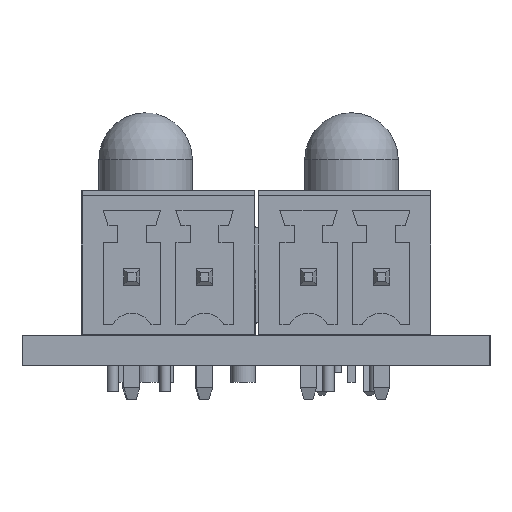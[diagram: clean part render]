
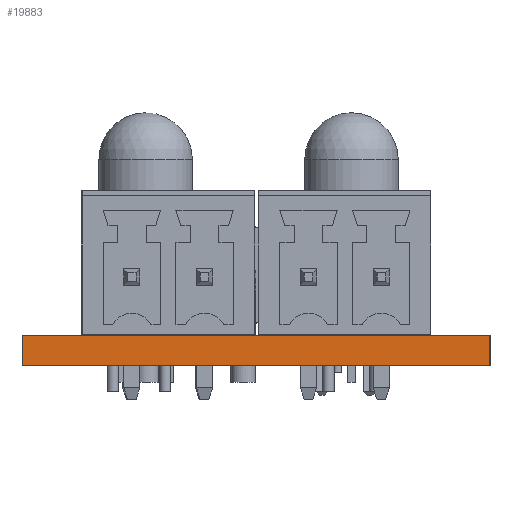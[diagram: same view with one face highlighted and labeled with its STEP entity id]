
A CAD part, left-side view. The second image highlights one B-rep face of the part: STEP entity #19883.
In plain terms, the highlighted planar face has unit normal (-1, 0, 0).
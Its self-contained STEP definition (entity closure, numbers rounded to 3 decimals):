
#19702 = PLANE('',#19703);
#19703 = AXIS2_PLACEMENT_3D('',#19704,#19705,#19706);
#19704 = CARTESIAN_POINT('',(65.5,-24.5,0.));
#19705 = DIRECTION('',(0.,-1.,0.));
#19706 = DIRECTION('',(-1.,0.,0.));
#19727 = VERTEX_POINT('',#19728);
#19728 = CARTESIAN_POINT('',(0.,-24.5,1.6));
#19742 = PLANE('',#19743);
#19743 = AXIS2_PLACEMENT_3D('',#19744,#19745,#19746);
#19744 = CARTESIAN_POINT('',(32.75,-12.25,1.6));
#19745 = DIRECTION('',(-0.,-0.,-1.));
#19746 = DIRECTION('',(-1.,0.,0.));
#19754 = EDGE_CURVE('',#19755,#19727,#19757,.T.);
#19755 = VERTEX_POINT('',#19756);
#19756 = CARTESIAN_POINT('',(0.,-24.5,0.));
#19757 = SURFACE_CURVE('',#19758,(#19762,#19769),.PCURVE_S1.);
#19758 = LINE('',#19759,#19760);
#19759 = CARTESIAN_POINT('',(0.,-24.5,0.));
#19760 = VECTOR('',#19761,1.);
#19761 = DIRECTION('',(0.,0.,1.));
#19762 = PCURVE('',#19702,#19763);
#19763 = DEFINITIONAL_REPRESENTATION('',(#19764),#19768);
#19764 = LINE('',#19765,#19766);
#19765 = CARTESIAN_POINT('',(65.5,0.));
#19766 = VECTOR('',#19767,1.);
#19767 = DIRECTION('',(0.,-1.));
#19768 = ( GEOMETRIC_REPRESENTATION_CONTEXT(2) 
PARAMETRIC_REPRESENTATION_CONTEXT() REPRESENTATION_CONTEXT('2D SPACE',''
  ) );
#19769 = PCURVE('',#19770,#19775);
#19770 = PLANE('',#19771);
#19771 = AXIS2_PLACEMENT_3D('',#19772,#19773,#19774);
#19772 = CARTESIAN_POINT('',(0.,-24.5,0.));
#19773 = DIRECTION('',(-1.,0.,0.));
#19774 = DIRECTION('',(0.,1.,0.));
#19775 = DEFINITIONAL_REPRESENTATION('',(#19776),#19780);
#19776 = LINE('',#19777,#19778);
#19777 = CARTESIAN_POINT('',(0.,0.));
#19778 = VECTOR('',#19779,1.);
#19779 = DIRECTION('',(0.,-1.));
#19780 = ( GEOMETRIC_REPRESENTATION_CONTEXT(2) 
PARAMETRIC_REPRESENTATION_CONTEXT() REPRESENTATION_CONTEXT('2D SPACE',''
  ) );
#19796 = PLANE('',#19797);
#19797 = AXIS2_PLACEMENT_3D('',#19798,#19799,#19800);
#19798 = CARTESIAN_POINT('',(32.75,-12.25,0.));
#19799 = DIRECTION('',(-0.,-0.,-1.));
#19800 = DIRECTION('',(-1.,0.,0.));
#19829 = PLANE('',#19830);
#19830 = AXIS2_PLACEMENT_3D('',#19831,#19832,#19833);
#19831 = CARTESIAN_POINT('',(0.,0.,0.));
#19832 = DIRECTION('',(0.,1.,0.));
#19833 = DIRECTION('',(1.,0.,0.));
#19883 = ADVANCED_FACE('',(#19884),#19770,.T.);
#19884 = FACE_BOUND('',#19885,.T.);
#19885 = EDGE_LOOP('',(#19886,#19887,#19910,#19933));
#19886 = ORIENTED_EDGE('',*,*,#19754,.T.);
#19887 = ORIENTED_EDGE('',*,*,#19888,.T.);
#19888 = EDGE_CURVE('',#19727,#19889,#19891,.T.);
#19889 = VERTEX_POINT('',#19890);
#19890 = CARTESIAN_POINT('',(0.,0.,1.6));
#19891 = SURFACE_CURVE('',#19892,(#19896,#19903),.PCURVE_S1.);
#19892 = LINE('',#19893,#19894);
#19893 = CARTESIAN_POINT('',(0.,-24.5,1.6));
#19894 = VECTOR('',#19895,1.);
#19895 = DIRECTION('',(0.,1.,0.));
#19896 = PCURVE('',#19770,#19897);
#19897 = DEFINITIONAL_REPRESENTATION('',(#19898),#19902);
#19898 = LINE('',#19899,#19900);
#19899 = CARTESIAN_POINT('',(0.,-1.6));
#19900 = VECTOR('',#19901,1.);
#19901 = DIRECTION('',(1.,0.));
#19902 = ( GEOMETRIC_REPRESENTATION_CONTEXT(2) 
PARAMETRIC_REPRESENTATION_CONTEXT() REPRESENTATION_CONTEXT('2D SPACE',''
  ) );
#19903 = PCURVE('',#19742,#19904);
#19904 = DEFINITIONAL_REPRESENTATION('',(#19905),#19909);
#19905 = LINE('',#19906,#19907);
#19906 = CARTESIAN_POINT('',(32.75,-12.25));
#19907 = VECTOR('',#19908,1.);
#19908 = DIRECTION('',(0.,1.));
#19909 = ( GEOMETRIC_REPRESENTATION_CONTEXT(2) 
PARAMETRIC_REPRESENTATION_CONTEXT() REPRESENTATION_CONTEXT('2D SPACE',''
  ) );
#19910 = ORIENTED_EDGE('',*,*,#19911,.F.);
#19911 = EDGE_CURVE('',#19912,#19889,#19914,.T.);
#19912 = VERTEX_POINT('',#19913);
#19913 = CARTESIAN_POINT('',(0.,-0.,0.));
#19914 = SURFACE_CURVE('',#19915,(#19919,#19926),.PCURVE_S1.);
#19915 = LINE('',#19916,#19917);
#19916 = CARTESIAN_POINT('',(0.,-0.,0.));
#19917 = VECTOR('',#19918,1.);
#19918 = DIRECTION('',(0.,0.,1.));
#19919 = PCURVE('',#19770,#19920);
#19920 = DEFINITIONAL_REPRESENTATION('',(#19921),#19925);
#19921 = LINE('',#19922,#19923);
#19922 = CARTESIAN_POINT('',(24.5,0.));
#19923 = VECTOR('',#19924,1.);
#19924 = DIRECTION('',(0.,-1.));
#19925 = ( GEOMETRIC_REPRESENTATION_CONTEXT(2) 
PARAMETRIC_REPRESENTATION_CONTEXT() REPRESENTATION_CONTEXT('2D SPACE',''
  ) );
#19926 = PCURVE('',#19829,#19927);
#19927 = DEFINITIONAL_REPRESENTATION('',(#19928),#19932);
#19928 = LINE('',#19929,#19930);
#19929 = CARTESIAN_POINT('',(0.,0.));
#19930 = VECTOR('',#19931,1.);
#19931 = DIRECTION('',(0.,-1.));
#19932 = ( GEOMETRIC_REPRESENTATION_CONTEXT(2) 
PARAMETRIC_REPRESENTATION_CONTEXT() REPRESENTATION_CONTEXT('2D SPACE',''
  ) );
#19933 = ORIENTED_EDGE('',*,*,#19934,.F.);
#19934 = EDGE_CURVE('',#19755,#19912,#19935,.T.);
#19935 = SURFACE_CURVE('',#19936,(#19940,#19947),.PCURVE_S1.);
#19936 = LINE('',#19937,#19938);
#19937 = CARTESIAN_POINT('',(0.,-24.5,0.));
#19938 = VECTOR('',#19939,1.);
#19939 = DIRECTION('',(0.,1.,0.));
#19940 = PCURVE('',#19770,#19941);
#19941 = DEFINITIONAL_REPRESENTATION('',(#19942),#19946);
#19942 = LINE('',#19943,#19944);
#19943 = CARTESIAN_POINT('',(0.,0.));
#19944 = VECTOR('',#19945,1.);
#19945 = DIRECTION('',(1.,0.));
#19946 = ( GEOMETRIC_REPRESENTATION_CONTEXT(2) 
PARAMETRIC_REPRESENTATION_CONTEXT() REPRESENTATION_CONTEXT('2D SPACE',''
  ) );
#19947 = PCURVE('',#19796,#19948);
#19948 = DEFINITIONAL_REPRESENTATION('',(#19949),#19953);
#19949 = LINE('',#19950,#19951);
#19950 = CARTESIAN_POINT('',(32.75,-12.25));
#19951 = VECTOR('',#19952,1.);
#19952 = DIRECTION('',(0.,1.));
#19953 = ( GEOMETRIC_REPRESENTATION_CONTEXT(2) 
PARAMETRIC_REPRESENTATION_CONTEXT() REPRESENTATION_CONTEXT('2D SPACE',''
  ) );
